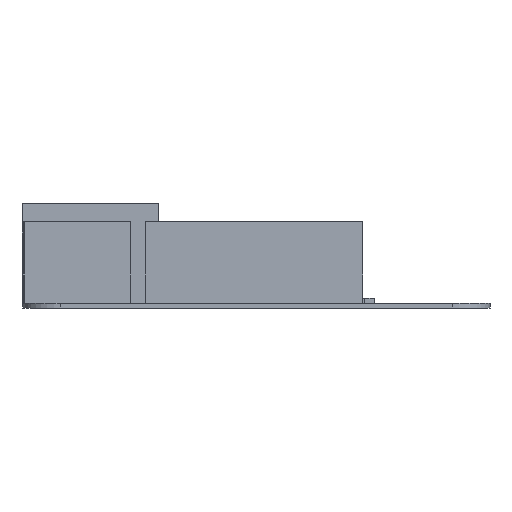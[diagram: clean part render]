
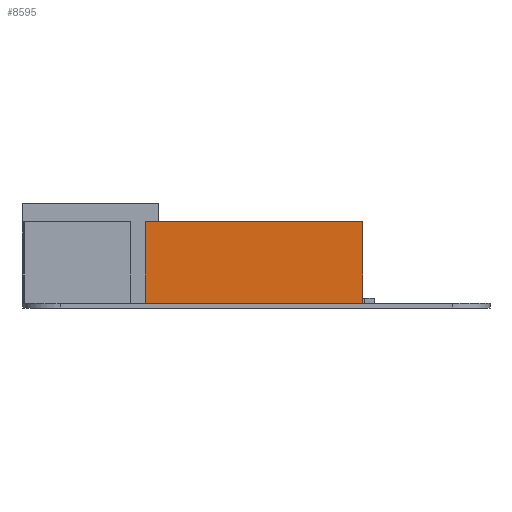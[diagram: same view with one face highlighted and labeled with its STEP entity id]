
A CAD part, left-side view. The second image highlights one B-rep face of the part: STEP entity #8595.
In plain terms, the highlighted planar face has unit normal (-1, 0, 0).
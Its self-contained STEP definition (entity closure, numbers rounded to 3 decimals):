
#8570 = VERTEX_POINT('',#8571);
#8571 = CARTESIAN_POINT('',(-4.55,9.296,7.));
#8577 = EDGE_CURVE('',#8578,#8570,#8580,.T.);
#8578 = VERTEX_POINT('',#8579);
#8579 = CARTESIAN_POINT('',(-4.55,9.296,0.));
#8580 = LINE('',#8581,#8582);
#8581 = CARTESIAN_POINT('',(-4.55,9.296,0.));
#8582 = VECTOR('',#8583,1.);
#8583 = DIRECTION('',(0.,0.,1.));
#8595 = ADVANCED_FACE('',(#8596),#8621,.F.);
#8596 = FACE_BOUND('',#8597,.F.);
#8597 = EDGE_LOOP('',(#8598,#8599,#8607,#8615));
#8598 = ORIENTED_EDGE('',*,*,#8577,.T.);
#8599 = ORIENTED_EDGE('',*,*,#8600,.T.);
#8600 = EDGE_CURVE('',#8570,#8601,#8603,.T.);
#8601 = VERTEX_POINT('',#8602);
#8602 = CARTESIAN_POINT('',(-4.55,-9.297,7.));
#8603 = LINE('',#8604,#8605);
#8604 = CARTESIAN_POINT('',(-4.55,9.296,7.));
#8605 = VECTOR('',#8606,1.);
#8606 = DIRECTION('',(0.,-1.,0.));
#8607 = ORIENTED_EDGE('',*,*,#8608,.F.);
#8608 = EDGE_CURVE('',#8609,#8601,#8611,.T.);
#8609 = VERTEX_POINT('',#8610);
#8610 = CARTESIAN_POINT('',(-4.55,-9.297,0.));
#8611 = LINE('',#8612,#8613);
#8612 = CARTESIAN_POINT('',(-4.55,-9.297,0.));
#8613 = VECTOR('',#8614,1.);
#8614 = DIRECTION('',(0.,0.,1.));
#8615 = ORIENTED_EDGE('',*,*,#8616,.F.);
#8616 = EDGE_CURVE('',#8578,#8609,#8617,.T.);
#8617 = LINE('',#8618,#8619);
#8618 = CARTESIAN_POINT('',(-4.55,9.296,0.));
#8619 = VECTOR('',#8620,1.);
#8620 = DIRECTION('',(0.,-1.,0.));
#8621 = PLANE('',#8622);
#8622 = AXIS2_PLACEMENT_3D('',#8623,#8624,#8625);
#8623 = CARTESIAN_POINT('',(-4.55,9.296,0.));
#8624 = DIRECTION('',(1.,0.,-0.));
#8625 = DIRECTION('',(0.,-1.,0.));
